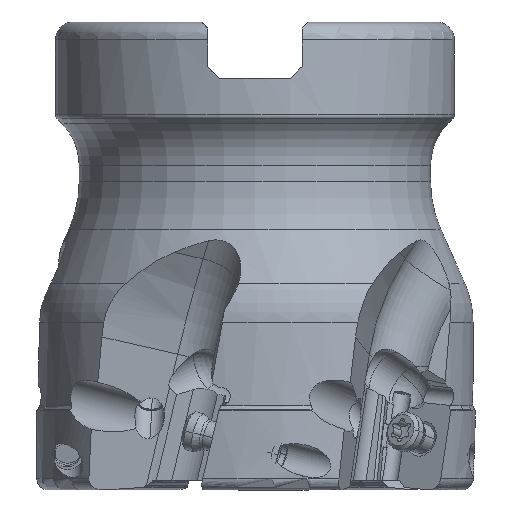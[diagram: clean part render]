
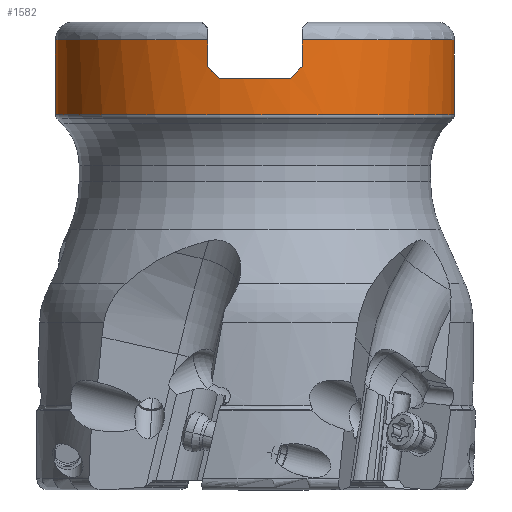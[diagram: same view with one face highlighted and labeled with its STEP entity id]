
A CAD part, front view. The second image highlights one B-rep face of the part: STEP entity #1582.
In plain terms, the highlighted cylindrical face has radius 16.77 mm (diameter 33.54 mm), a partial arc.
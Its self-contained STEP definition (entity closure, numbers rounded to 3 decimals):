
#295=CYLINDRICAL_SURFACE('',#10065,16.77);
#649=FACE_OUTER_BOUND('',#2323,.T.);
#1252=B_SPLINE_CURVE_WITH_KNOTS('',3,(#18234,#18235,#18236,#18237),
 .UNSPECIFIED.,.F.,.F.,(4,4),(0.,1.),.UNSPECIFIED.);
#1253=B_SPLINE_CURVE_WITH_KNOTS('',3,(#18241,#18242,#18243,#18244),
 .UNSPECIFIED.,.F.,.F.,(4,4),(0.,1.),.UNSPECIFIED.);
#1582=ADVANCED_FACE('',(#649),#295,.T.);
#2323=EDGE_LOOP('',(#4698,#4699,#4700,#4701,#4702,#4703,#4704,#4705,#4706,
#4707));
#2939=CIRCLE('',#10053,16.77);
#2944=CIRCLE('',#10062,16.77);
#2945=CIRCLE('',#10063,16.77);
#2946=CIRCLE('',#10064,16.77);
#4698=ORIENTED_EDGE('',*,*,#7934,.T.);
#4699=ORIENTED_EDGE('',*,*,#7935,.T.);
#4700=ORIENTED_EDGE('',*,*,#7936,.T.);
#4701=ORIENTED_EDGE('',*,*,#7937,.F.);
#4702=ORIENTED_EDGE('',*,*,#7938,.F.);
#4703=ORIENTED_EDGE('',*,*,#7939,.F.);
#4704=ORIENTED_EDGE('',*,*,#7908,.T.);
#4705=ORIENTED_EDGE('',*,*,#7940,.T.);
#4706=ORIENTED_EDGE('',*,*,#7906,.T.);
#4707=ORIENTED_EDGE('',*,*,#7918,.T.);
#6712=VERTEX_POINT('',#18125);
#6713=VERTEX_POINT('',#18126);
#6714=VERTEX_POINT('',#18128);
#6715=VERTEX_POINT('',#18130);
#6723=VERTEX_POINT('',#18172);
#6735=VERTEX_POINT('',#18231);
#6736=VERTEX_POINT('',#18238);
#6737=VERTEX_POINT('',#18240);
#6738=VERTEX_POINT('',#18245);
#6739=VERTEX_POINT('',#18247);
#7906=EDGE_CURVE('',#6712,#6713,#8737,.T.);
#7908=EDGE_CURVE('',#6715,#6714,#8738,.T.);
#7918=EDGE_CURVE('',#6713,#6723,#2939,.T.);
#7934=EDGE_CURVE('',#6723,#6735,#8748,.T.);
#7935=EDGE_CURVE('',#6735,#6736,#1252,.T.);
#7936=EDGE_CURVE('',#6736,#6737,#2944,.T.);
#7937=EDGE_CURVE('',#6738,#6737,#1253,.T.);
#7938=EDGE_CURVE('',#6739,#6738,#8749,.T.);
#7939=EDGE_CURVE('',#6715,#6739,#2945,.T.);
#7940=EDGE_CURVE('',#6714,#6712,#2946,.T.);
#8737=LINE('',#18124,#9156);
#8738=LINE('',#18129,#9157);
#8748=LINE('',#18232,#9167);
#8749=LINE('',#18246,#9168);
#9156=VECTOR('',#11925,1.);
#9157=VECTOR('',#11928,1.);
#9167=VECTOR('',#11962,1.);
#9168=VECTOR('',#11967,1.);
#10053=AXIS2_PLACEMENT_3D('',#18173,#11939,#11940);
#10062=AXIS2_PLACEMENT_3D('',#18239,#11965,#11966);
#10063=AXIS2_PLACEMENT_3D('',#18248,#11968,#11969);
#10064=AXIS2_PLACEMENT_3D('',#18249,#11970,#11971);
#10065=AXIS2_PLACEMENT_3D('',#18250,#11972,#11973);
#11925=DIRECTION('',(0.,0.,1.));
#11928=DIRECTION('',(0.,0.,-1.));
#11939=DIRECTION('',(0.,0.,-1.));
#11940=DIRECTION('',(1.,0.,0.));
#11962=DIRECTION('',(0.,0.,-1.));
#11965=DIRECTION('',(0.,0.,-1.));
#11966=DIRECTION('',(0.177,-0.984,0.));
#11967=DIRECTION('',(0.,0.,-1.));
#11968=DIRECTION('',(0.,0.,1.));
#11969=DIRECTION('',(-1.,0.,0.));
#11970=DIRECTION('',(0.,0.,1.));
#11971=DIRECTION('',(-1.,0.,0.));
#11972=DIRECTION('',(0.,0.,-1.));
#11973=DIRECTION('',(-1.,0.,0.));
#18124=CARTESIAN_POINT('',(16.77,0.,-7.793));
#18125=CARTESIAN_POINT('',(16.77,0.,-7.793));
#18126=CARTESIAN_POINT('',(16.77,0.,-1.5));
#18128=CARTESIAN_POINT('',(-16.77,0.,-7.793));
#18129=CARTESIAN_POINT('',(-16.77,0.,-1.5));
#18130=CARTESIAN_POINT('',(-16.77,0.,-1.5));
#18172=CARTESIAN_POINT('',(3.97,-16.293,-1.5));
#18173=CARTESIAN_POINT('',(0.,0.,-1.5));
#18231=CARTESIAN_POINT('',(3.97,-16.293,-3.76));
#18232=CARTESIAN_POINT('',(3.97,-16.293,-1.5));
#18234=CARTESIAN_POINT('',(3.97,-16.293,-3.76));
#18235=CARTESIAN_POINT('',(3.638,-16.374,-4.092));
#18236=CARTESIAN_POINT('',(3.304,-16.445,-4.426));
#18237=CARTESIAN_POINT('',(2.97,-16.505,-4.76));
#18238=CARTESIAN_POINT('',(2.97,-16.505,-4.76));
#18239=CARTESIAN_POINT('',(0.,0.,-4.76));
#18240=CARTESIAN_POINT('',(-2.97,-16.505,-4.76));
#18241=CARTESIAN_POINT('',(-3.97,-16.293,-3.76));
#18242=CARTESIAN_POINT('',(-3.638,-16.374,-4.092));
#18243=CARTESIAN_POINT('',(-3.304,-16.445,-4.426));
#18244=CARTESIAN_POINT('',(-2.97,-16.505,-4.76));
#18245=CARTESIAN_POINT('',(-3.97,-16.293,-3.76));
#18246=CARTESIAN_POINT('',(-3.97,-16.293,-1.5));
#18247=CARTESIAN_POINT('',(-3.97,-16.293,-1.5));
#18248=CARTESIAN_POINT('',(0.,0.,-1.5));
#18249=CARTESIAN_POINT('',(0.,0.,-7.793));
#18250=CARTESIAN_POINT('',(0.,0.,-1.374));
